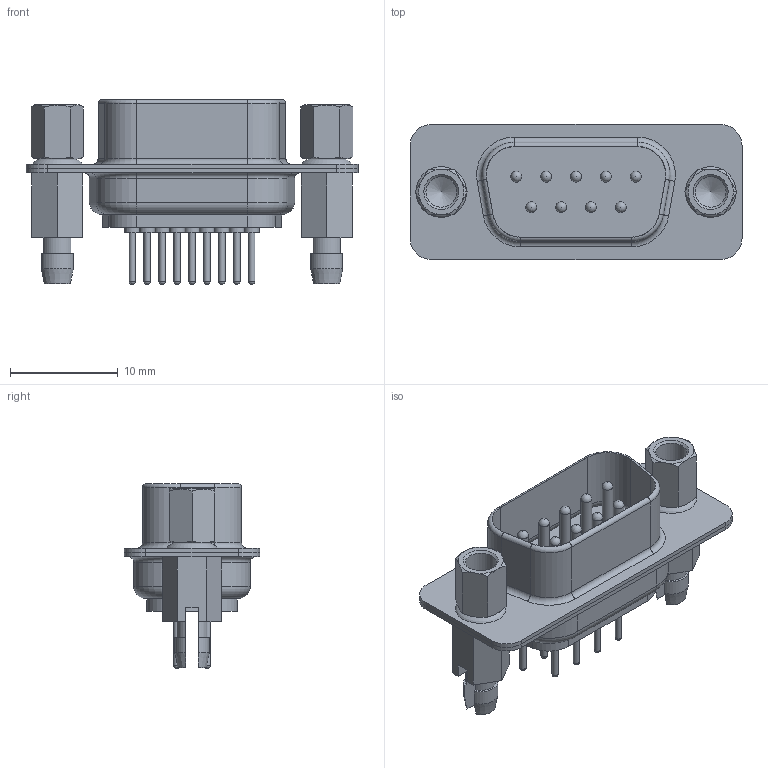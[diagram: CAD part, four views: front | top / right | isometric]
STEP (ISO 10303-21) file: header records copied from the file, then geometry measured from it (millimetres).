
FILE_DESCRIPTION(('FreeCAD Model'),'2;1');
FILE_NAME('Open CASCADE Shape Model','2023-07-23T17:25:32',(''),(''), 'Open CASCADE STEP processor 7.6','FreeCAD','Unknown');
FILE_SCHEMA(('AUTOMOTIVE_DESIGN { 1 0 10303 214 1 1 1 1 }'));
Length unit declared in the file: millimetre
Products named in the file (12): DB_9_Male; Body; Body001; Body002; Body003; Body004; Body005; Array002; Body010; Array003; Body009; Cut
Assembly tree (18 placements, depth 3):
  DB_9_Male
    Body
    Body001
    Body002
    Body003
    Body004
    Body005
    Array002
      Body010  x4
    Array003
      Body009  x5
    Cut
Bounding box: 30.8 x 12.55 x 17.15 mm (x, y, z)
Volume: 1614 mm3; surface area: 3780.2 mm2
Topology: 16 solids, 16 shells, 350 faces, 783 edges, 482 vertices
Faces by surface type: cylinder 133, plane 125, cone 40, torus 34, sphere 18
Full cylindrical faces by diameter (mm): 0.6 x18, 1 x18, 1.4 x9, 2.845 x6, 4 x6
Entity records: 18510 total; most frequent: CARTESIAN_POINT 3515, DIRECTION 2919, ORIENTED_EDGE 1410, PCURVE 1410, DEFINITIONAL_REPRESENTATION 1410, LINE 1285, VECTOR 1285, EDGE_CURVE 705
